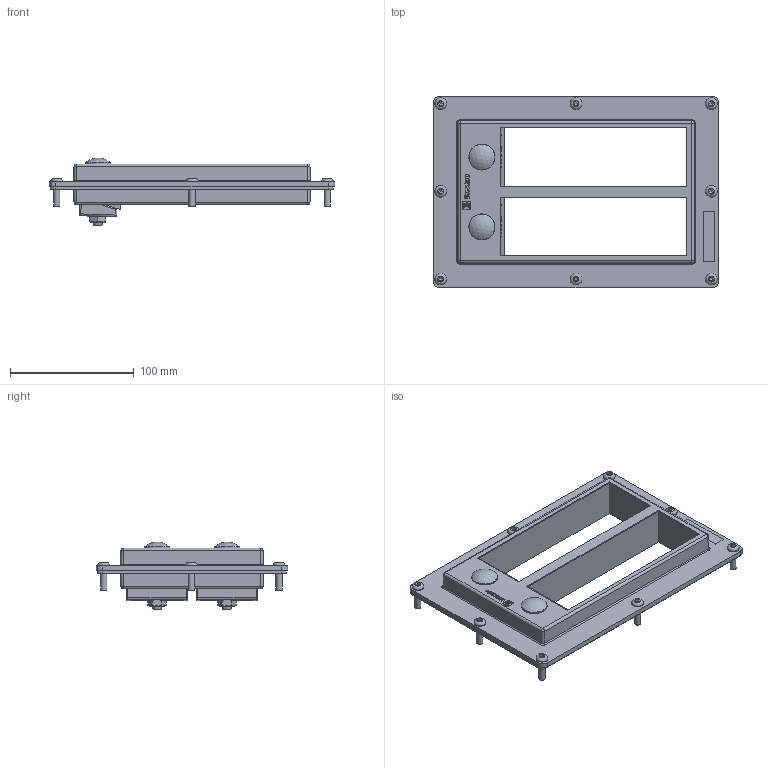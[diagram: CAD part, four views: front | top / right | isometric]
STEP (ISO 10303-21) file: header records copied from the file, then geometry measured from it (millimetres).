
FILE_DESCRIPTION((''),'2;1');
FILE_NAME('ComSeal 30.stp','2014-11-11T07:09:34',('se-emikul'),(''),'Autodesk Inventor 2013','Autodesk Inventor 2013','');
FILE_SCHEMA(('AUTOMOTIVE_DESIGN { 1 0 10303 214 1 1 1 1 }'));
Length unit declared in the file: millimetre
Products named in the file (1): ComSeal 30
Bounding box: 231 x 155 x 54.77 mm (x, y, z)
Volume: 320607.2 mm3; surface area: 153833.2 mm2
Topology: 18 solids, 18 shells, 1793 faces, 4605 edges, 2952 vertices
Faces by surface type: plane 1091, cylinder 239, bspline 171, cone 144, torus 130, sphere 18
Full cylindrical faces by diameter (mm): 0.4 x8, 4.2 x2, 4.5 x8, 5 x8, 5.5 x5, 6.647 x2, 8 x2, 9.5 x8, 10 x2, 16.5 x2, 20.65 x2
Entity records: 57797 total; most frequent: CARTESIAN_POINT 13274, ORIENTED_EDGE 8922, DIRECTION 8333, EDGE_CURVE 4461, VECTOR 3247, LINE 3247, VERTEX_POINT 2934, AXIS2_PLACEMENT_3D 2543
